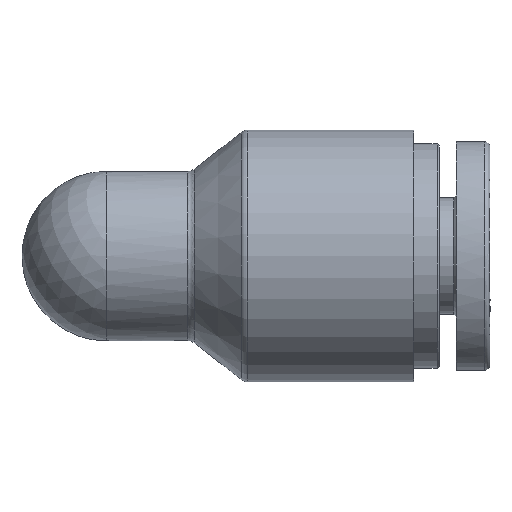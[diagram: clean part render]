
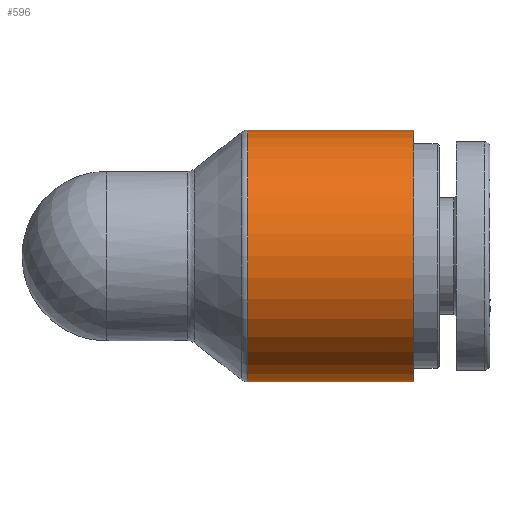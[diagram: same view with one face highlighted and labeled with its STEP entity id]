
A CAD part, top view. The second image highlights one B-rep face of the part: STEP entity #596.
In plain terms, the highlighted cylindrical face has radius 5.95 mm (diameter 11.9 mm), a full revolution.
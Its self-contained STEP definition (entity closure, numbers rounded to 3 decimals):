
#565=CARTESIAN_POINT('',(6.672,5.95,0.));
#566=VERTEX_POINT('',#565);
#567=CARTESIAN_POINT('',(6.672,0.,0.0));
#568=DIRECTION('',(-1.0,0.0,0.0));
#569=DIRECTION('',(0.0,-1.0,0.0));
#570=AXIS2_PLACEMENT_3D('',#567,#568,#569);
#571=CIRCLE('',#570,5.95);
#572=EDGE_CURVE('',#566,#566,#571,.T.);
#577=CARTESIAN_POINT('',(10.5,0.,0.0));
#578=DIRECTION('',(1.0,0.,0.0));
#579=DIRECTION('',(0.0,1.0,0.0));
#580=AXIS2_PLACEMENT_3D('',#577,#578,#579);
#581=CYLINDRICAL_SURFACE('',#580,5.95);
#582=CARTESIAN_POINT('',(14.5,5.95,0.0));
#583=VERTEX_POINT('',#582);
#584=CARTESIAN_POINT('',(14.5,0.,0.0));
#585=DIRECTION('',(1.0,0.0,0.0));
#586=DIRECTION('',(0.0,1.0,0.0));
#587=AXIS2_PLACEMENT_3D('',#584,#585,#586);
#588=CIRCLE('',#587,5.95);
#589=EDGE_CURVE('',#583,#583,#588,.T.);
#590=ORIENTED_EDGE('',*,*,#589,.F.);
#591=EDGE_LOOP('',(#590));
#592=FACE_OUTER_BOUND('',#591,.T.);
#593=ORIENTED_EDGE('',*,*,#572,.F.);
#594=EDGE_LOOP('',(#593));
#595=FACE_BOUND('',#594,.T.);
#596=ADVANCED_FACE('',(#592,#595),#581,.T.);
